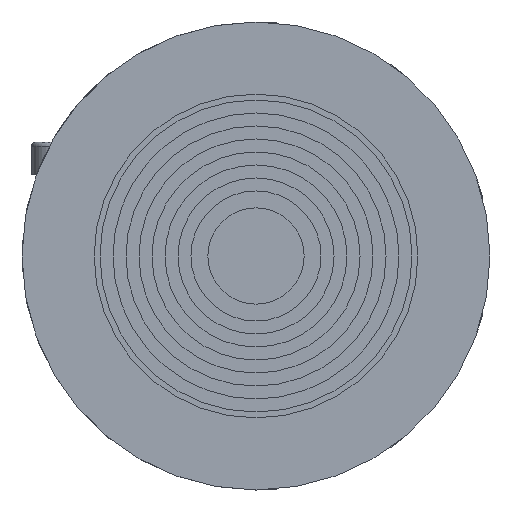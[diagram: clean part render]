
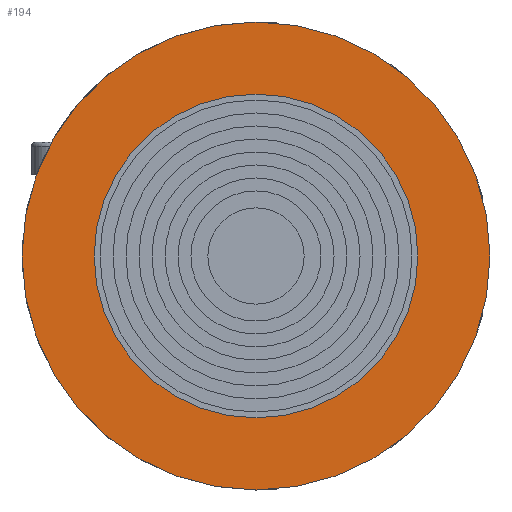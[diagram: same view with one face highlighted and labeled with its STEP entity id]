
A CAD part, left-side view. The second image highlights one B-rep face of the part: STEP entity #194.
In plain terms, the highlighted planar face has unit normal (-1, 0, 0).
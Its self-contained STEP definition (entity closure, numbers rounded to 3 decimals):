
#48 = EDGE_CURVE ( 'NONE', #633, #4421, #3382, .T. ) ;
#54 = AXIS2_PLACEMENT_3D ( 'NONE', #3145, #928, #3505 ) ;
#194 = ADVANCED_FACE ( 'NONE', ( #735, #3662 ), #947, .F. ) ;
#268 = CARTESIAN_POINT ( 'NONE',  ( 0., 0., -12.45 ) ) ;
#303 = CIRCLE ( 'NONE', #54, 18. ) ;
#367 = ORIENTED_EDGE ( 'NONE', *, *, #48, .F. ) ;
#526 = AXIS2_PLACEMENT_3D ( 'NONE', #617, #4574, #588 ) ;
#577 = ORIENTED_EDGE ( 'NONE', *, *, #3143, .T. ) ;
#588 = DIRECTION ( 'NONE',  ( 0., 0., 1. ) ) ;
#617 = CARTESIAN_POINT ( 'NONE',  ( 0., 0., 0. ) ) ;
#633 = VERTEX_POINT ( 'NONE', #1711 ) ;
#663 = DIRECTION ( 'NONE',  ( 1., 0., 0. ) ) ;
#735 = FACE_BOUND ( 'NONE', #4247, .T. ) ;
#863 = AXIS2_PLACEMENT_3D ( 'NONE', #3597, #663, #884 ) ;
#884 = DIRECTION ( 'NONE',  ( 0., 0., -1. ) ) ;
#911 = EDGE_CURVE ( 'NONE', #1926, #4675, #4099, .T. ) ;
#928 = DIRECTION ( 'NONE',  ( -1., 0., 0. ) ) ;
#947 = PLANE ( 'NONE',  #863 ) ;
#1523 = ORIENTED_EDGE ( 'NONE', *, *, #911, .T. ) ;
#1530 = CARTESIAN_POINT ( 'NONE',  ( 0., 0., -18. ) ) ;
#1711 = CARTESIAN_POINT ( 'NONE',  ( 0., 0., 12.45 ) ) ;
#1892 = CIRCLE ( 'NONE', #1901, 12.45 ) ;
#1901 = AXIS2_PLACEMENT_3D ( 'NONE', #2126, #4624, #2491 ) ;
#1926 = VERTEX_POINT ( 'NONE', #3839 ) ;
#2124 = CARTESIAN_POINT ( 'NONE',  ( 0., 0., 0. ) ) ;
#2126 = CARTESIAN_POINT ( 'NONE',  ( 0., 0., 0. ) ) ;
#2491 = DIRECTION ( 'NONE',  ( 0., 0., 1. ) ) ;
#2589 = EDGE_CURVE ( 'NONE', #4421, #633, #1892, .T. ) ;
#2616 = ORIENTED_EDGE ( 'NONE', *, *, #2589, .F. ) ;
#3137 = DIRECTION ( 'NONE',  ( 0., 0., 1. ) ) ;
#3143 = EDGE_CURVE ( 'NONE', #4675, #1926, #303, .T. ) ;
#3145 = CARTESIAN_POINT ( 'NONE',  ( 0., 0., 0. ) ) ;
#3382 = CIRCLE ( 'NONE', #526, 12.45 ) ;
#3452 = AXIS2_PLACEMENT_3D ( 'NONE', #2124, #3889, #3137 ) ;
#3505 = DIRECTION ( 'NONE',  ( 0., 0., 1. ) ) ;
#3597 = CARTESIAN_POINT ( 'NONE',  ( 0., 18., 0. ) ) ;
#3662 = FACE_OUTER_BOUND ( 'NONE', #4060, .T. ) ;
#3839 = CARTESIAN_POINT ( 'NONE',  ( 0., 0., 18. ) ) ;
#3889 = DIRECTION ( 'NONE',  ( -1., 0., 0. ) ) ;
#4060 = EDGE_LOOP ( 'NONE', ( #1523, #577 ) ) ;
#4099 = CIRCLE ( 'NONE', #3452, 18. ) ;
#4247 = EDGE_LOOP ( 'NONE', ( #367, #2616 ) ) ;
#4421 = VERTEX_POINT ( 'NONE', #268 ) ;
#4574 = DIRECTION ( 'NONE',  ( -1., 0., 0. ) ) ;
#4624 = DIRECTION ( 'NONE',  ( -1., 0., 0. ) ) ;
#4675 = VERTEX_POINT ( 'NONE', #1530 ) ;
